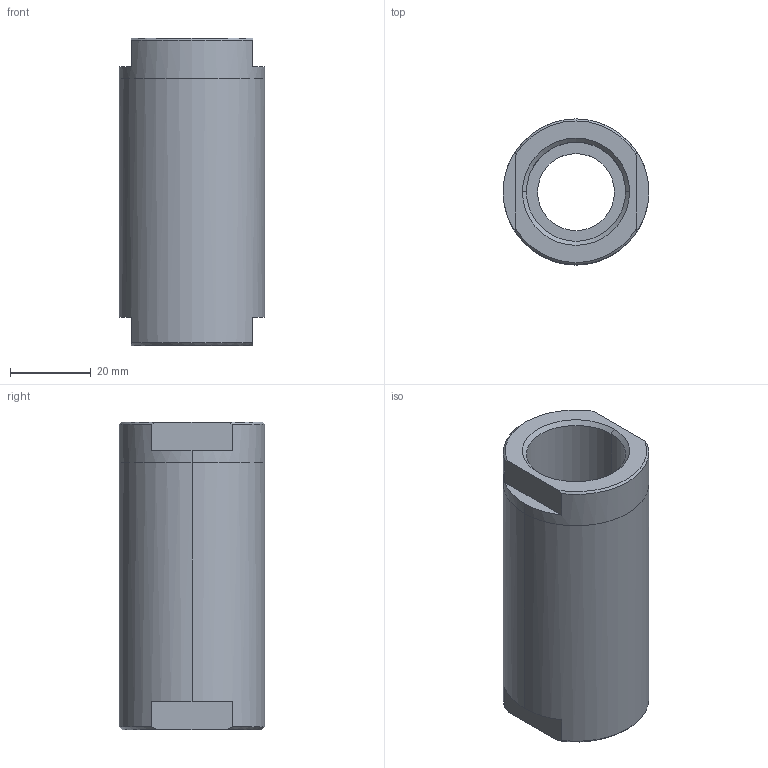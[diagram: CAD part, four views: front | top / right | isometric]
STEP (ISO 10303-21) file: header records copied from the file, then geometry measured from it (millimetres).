
FILE_DESCRIPTION (( 'STEP AP214' ), '1' );
FILE_NAME ('1707456 Hoseguard 3-4 (Webzeichnung).STEP', '2014-11-25T15:04:58', ( 'W8' ), ( '' ), 'SwSTEP 2.0', 'SolidWorks 2014', '' );
FILE_SCHEMA (( 'AUTOMOTIVE_DESIGN' ));
Length unit declared in the file: millimetre
Products named in the file (3): 1707456 Hoseguard 3-4 (Webzeichnung); 1711051 Deckel  3-4 Zoll_01; 1710985 Gehäuse 3-4 Zoll 281A633_01
Assembly tree (2 placements, depth 2):
  1707456 Hoseguard 3-4 (Webzeichnung)
    1710985 Gehäuse 3-4 Zoll 281A633_01
    1711051 Deckel  3-4 Zoll_01
Bounding box: 36 x 36 x 76 mm (x, y, z)
Volume: 32765.6 mm3; surface area: 19391 mm2
Topology: 2 solids, 2 shells, 55 faces, 122 edges, 74 vertices
Faces by surface type: cylinder 20, cone 20, plane 15
Entity records: 1934 total; most frequent: DIRECTION 296, CARTESIAN_POINT 280, ORIENTED_EDGE 244, AXIS2_PLACEMENT_3D 122, EDGE_CURVE 122, VERTEX_POINT 74, CIRCLE 62, EDGE_LOOP 62
